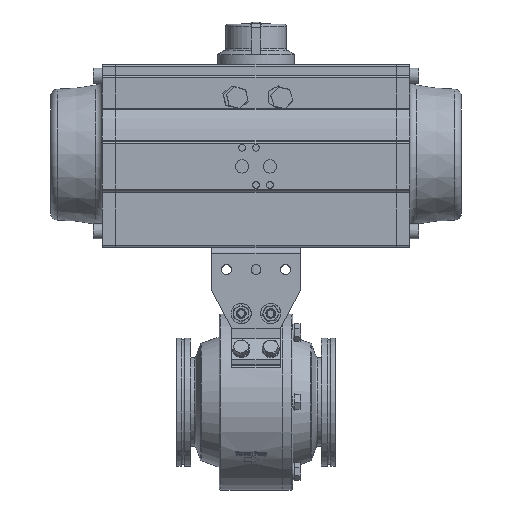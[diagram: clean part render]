
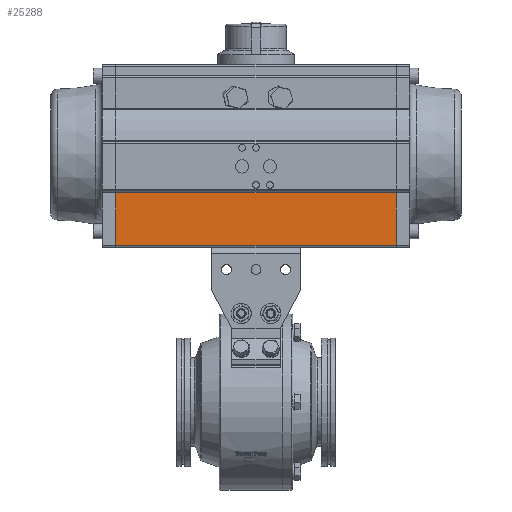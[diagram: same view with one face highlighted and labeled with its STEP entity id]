
A CAD part, top view. The second image highlights one B-rep face of the part: STEP entity #25288.
In plain terms, the highlighted planar face has unit normal (0, 0, 1).
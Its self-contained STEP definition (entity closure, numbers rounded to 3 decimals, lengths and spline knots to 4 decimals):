
#1717=PLANE('',#27093);
#2533=FACE_OUTER_BOUND('',#3818,.T.);
#3818=EDGE_LOOP('',(#19148,#19149,#19150,#19151));
#5257=LINE('',#42357,#7187);
#5270=LINE('',#42405,#7200);
#5271=LINE('',#42407,#7201);
#5272=LINE('',#42408,#7202);
#7187=VECTOR('',#30823,9.5);
#7200=VECTOR('',#30870,1.785);
#7201=VECTOR('',#30871,9.5);
#7202=VECTOR('',#30872,1.785);
#10801=VERTEX_POINT('',#42353);
#10803=VERTEX_POINT('',#42356);
#10821=VERTEX_POINT('',#42404);
#10822=VERTEX_POINT('',#42406);
#14160=EDGE_CURVE('',#10803,#10801,#5257,.F.);
#14184=EDGE_CURVE('',#10821,#10801,#5270,.T.);
#14185=EDGE_CURVE('',#10821,#10822,#5271,.T.);
#14186=EDGE_CURVE('',#10822,#10803,#5272,.T.);
#19148=ORIENTED_EDGE('',*,*,#14184,.F.);
#19149=ORIENTED_EDGE('',*,*,#14185,.T.);
#19150=ORIENTED_EDGE('',*,*,#14186,.T.);
#19151=ORIENTED_EDGE('',*,*,#14160,.T.);
#25288=ADVANCED_FACE('',(#2533),#1717,.F.);
#27093=AXIS2_PLACEMENT_3D('',#42403,#30868,#30869);
#30823=DIRECTION('',(1.,0.,0.));
#30868=DIRECTION('center_axis',(0.,0.,
-1.));
#30869=DIRECTION('ref_axis',(-1.,0.,0.));
#30870=DIRECTION('',(0.,1.,0.));
#30871=DIRECTION('',(1.,0.,0.));
#30872=DIRECTION('',(0.,1.,0.));
#42353=CARTESIAN_POINT('',(-4.75,7.0755,2.562));
#42356=CARTESIAN_POINT('',(4.75,7.0755,2.562));
#42357=CARTESIAN_POINT('',(-4.75,7.0755,2.562));
#42403=CARTESIAN_POINT('Origin',(-4.75,5.228,2.562));
#42404=CARTESIAN_POINT('',(-4.75,5.2905,2.562));
#42405=CARTESIAN_POINT('',(-4.75,5.2905,2.562));
#42406=CARTESIAN_POINT('',(4.75,5.2905,2.562));
#42407=CARTESIAN_POINT('',(-4.75,5.2905,2.562));
#42408=CARTESIAN_POINT('',(4.75,5.2905,2.562));
